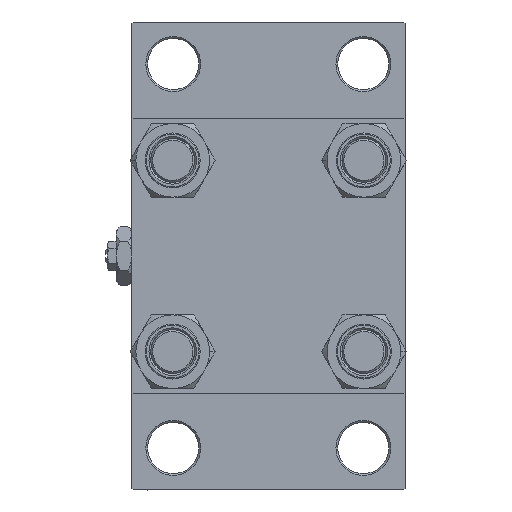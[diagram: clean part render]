
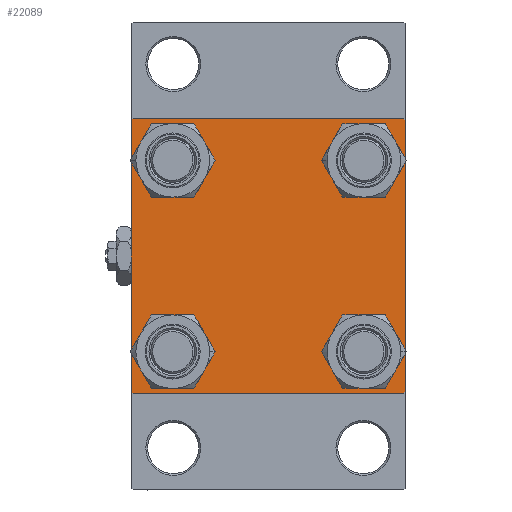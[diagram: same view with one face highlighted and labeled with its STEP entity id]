
A CAD part, left-side view. The second image highlights one B-rep face of the part: STEP entity #22089.
In plain terms, the highlighted planar face has unit normal (-1, 0, 0).
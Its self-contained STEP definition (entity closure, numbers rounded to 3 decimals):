
#135 = DIRECTION ( 'NONE',  ( 0., 0., 1. ) ) ;
#332 = DIRECTION ( 'NONE',  ( 0., -1., 0. ) ) ;
#397 = ORIENTED_EDGE ( 'NONE', *, *, #43523, .T. ) ;
#514 = EDGE_LOOP ( 'NONE', ( #25954, #26936 ) ) ;
#1743 = VERTEX_POINT ( 'NONE', #6140 ) ;
#2101 = CARTESIAN_POINT ( 'NONE',  ( 0., -26.15, 26.15 ) ) ;
#2451 = DIRECTION ( 'NONE',  ( 0., 0.707, -0.707 ) ) ;
#2475 = VECTOR ( 'NONE', #33333, 1000. ) ;
#3169 = FACE_BOUND ( 'NONE', #43272, .T. ) ;
#3781 = CARTESIAN_POINT ( 'NONE',  ( 0., 26.15, -26.15 ) ) ;
#3837 = CARTESIAN_POINT ( 'NONE',  ( 0., 37.5, 37.5 ) ) ;
#4203 = EDGE_CURVE ( 'NONE', #5745, #16970, #5439, .T. ) ;
#4464 = AXIS2_PLACEMENT_3D ( 'NONE', #6725, #44507, #21027 ) ;
#4790 = VECTOR ( 'NONE', #2451, 1000. ) ;
#5126 = EDGE_CURVE ( 'NONE', #16970, #5745, #48576, .T. ) ;
#5439 = CIRCLE ( 'NONE', #44570, 6.5 ) ;
#5485 = LINE ( 'NONE', #8752, #48521 ) ;
#5745 = VERTEX_POINT ( 'NONE', #35119 ) ;
#6140 = CARTESIAN_POINT ( 'NONE',  ( 0., 26.15, -19.65 ) ) ;
#6318 = VECTOR ( 'NONE', #17978, 1000. ) ;
#6725 = CARTESIAN_POINT ( 'NONE',  ( 0., -26.15, 26.15 ) ) ;
#6790 = LINE ( 'NONE', #10070, #22764 ) ;
#7107 = VERTEX_POINT ( 'NONE', #32321 ) ;
#7593 = VERTEX_POINT ( 'NONE', #22669 ) ;
#7665 = CIRCLE ( 'NONE', #4464, 6.5 ) ;
#7956 = EDGE_LOOP ( 'NONE', ( #8891, #41558 ) ) ;
#8204 = CARTESIAN_POINT ( 'NONE',  ( 0., 37.5, 37. ) ) ;
#8268 = CARTESIAN_POINT ( 'NONE',  ( 0., -37.5, -37. ) ) ;
#8518 = EDGE_CURVE ( 'NONE', #13438, #41510, #45233, .T. ) ;
#8752 = CARTESIAN_POINT ( 'NONE',  ( 0., 37.25, -37.25 ) ) ;
#8841 = AXIS2_PLACEMENT_3D ( 'NONE', #34410, #11646, #135 ) ;
#8891 = ORIENTED_EDGE ( 'NONE', *, *, #40047, .T. ) ;
#8967 = CARTESIAN_POINT ( 'NONE',  ( 0., 26.15, 19.65 ) ) ;
#9468 = LINE ( 'NONE', #13726, #4790 ) ;
#9709 = EDGE_LOOP ( 'NONE', ( #31506, #16411 ) ) ;
#10070 = CARTESIAN_POINT ( 'NONE',  ( 0., 37.5, 37.5 ) ) ;
#10175 = VERTEX_POINT ( 'NONE', #16522 ) ;
#10483 = VERTEX_POINT ( 'NONE', #35408 ) ;
#10556 = DIRECTION ( 'NONE',  ( 0., 0., -1. ) ) ;
#10959 = VERTEX_POINT ( 'NONE', #30331 ) ;
#11058 = DIRECTION ( 'NONE',  ( 1., 0., 0. ) ) ;
#11057 = CARTESIAN_POINT ( 'NONE',  ( 0., 26.15, -32.65 ) ) ;
#11243 = CIRCLE ( 'NONE', #8841, 6.5 ) ;
#11646 = DIRECTION ( 'NONE',  ( 1., 0., 0. ) ) ;
#11920 = EDGE_CURVE ( 'NONE', #28653, #32634, #26090, .T. ) ;
#11926 = CARTESIAN_POINT ( 'NONE',  ( 0., 0., 0. ) ) ;
#12701 = EDGE_CURVE ( 'NONE', #10483, #27418, #9468, .T. ) ;
#13438 = VERTEX_POINT ( 'NONE', #30454 ) ;
#13615 = DIRECTION ( 'NONE',  ( 1., 0., 0. ) ) ;
#13726 = CARTESIAN_POINT ( 'NONE',  ( 0., 37.25, 37.25 ) ) ;
#14600 = ORIENTED_EDGE ( 'NONE', *, *, #27085, .T. ) ;
#14781 = VERTEX_POINT ( 'NONE', #22696 ) ;
#14795 = DIRECTION ( 'NONE',  ( 0., 0., 1. ) ) ;
#14938 = DIRECTION ( 'NONE',  ( -1., 0., 0. ) ) ;
#15186 = FACE_BOUND ( 'NONE', #7956, .T. ) ;
#16411 = ORIENTED_EDGE ( 'NONE', *, *, #39269, .T. ) ;
#16419 = VERTEX_POINT ( 'NONE', #11057 ) ;
#16522 = CARTESIAN_POINT ( 'NONE',  ( 0., 26.15, 32.65 ) ) ;
#16970 = VERTEX_POINT ( 'NONE', #19522 ) ;
#17145 = ORIENTED_EDGE ( 'NONE', *, *, #12701, .T. ) ;
#17223 = AXIS2_PLACEMENT_3D ( 'NONE', #36501, #32764, #44019 ) ;
#17506 = DIRECTION ( 'NONE',  ( 0., 0.707, 0.707 ) ) ;
#17701 = VECTOR ( 'NONE', #17506, 1000. ) ;
#17978 = DIRECTION ( 'NONE',  ( 0., 0., -1. ) ) ;
#18456 = DIRECTION ( 'NONE',  ( 0., 0., 1. ) ) ;
#18834 = CARTESIAN_POINT ( 'NONE',  ( 0., -26.15, -26.15 ) ) ;
#19152 = DIRECTION ( 'NONE',  ( 1., 0., 0. ) ) ;
#19178 = ORIENTED_EDGE ( 'NONE', *, *, #44571, .T. ) ;
#19273 = CARTESIAN_POINT ( 'NONE',  ( 0., -26.15, -26.15 ) ) ;
#19522 = CARTESIAN_POINT ( 'NONE',  ( 0., -26.15, -32.65 ) ) ;
#20375 = VECTOR ( 'NONE', #332, 1000. ) ;
#21025 = LINE ( 'NONE', #44268, #17701 ) ;
#21027 = DIRECTION ( 'NONE',  ( 0., 0., 1. ) ) ;
#21525 = AXIS2_PLACEMENT_3D ( 'NONE', #2101, #13615, #28888 ) ;
#22089 = ADVANCED_FACE ( 'NONE', ( #3169, #48964, #15186, #26717, #27204 ), #34696, .T. ) ;
#22453 = VECTOR ( 'NONE', #29343, 1000. ) ;
#22669 = CARTESIAN_POINT ( 'NONE',  ( 0., 37.5, -37. ) ) ;
#22671 = ORIENTED_EDGE ( 'NONE', *, *, #36878, .T. ) ;
#22696 = CARTESIAN_POINT ( 'NONE',  ( 0., -26.15, 19.65 ) ) ;
#22764 = VECTOR ( 'NONE', #10556, 1000. ) ;
#23622 = AXIS2_PLACEMENT_3D ( 'NONE', #3781, #34306, #14795 ) ;
#24535 = CARTESIAN_POINT ( 'NONE',  ( 0., -37., -37.5 ) ) ;
#25377 = ORIENTED_EDGE ( 'NONE', *, *, #28033, .F. ) ;
#25954 = ORIENTED_EDGE ( 'NONE', *, *, #4203, .T. ) ;
#26090 = LINE ( 'NONE', #47862, #2475 ) ;
#26207 = AXIS2_PLACEMENT_3D ( 'NONE', #19273, #26273, #49025 ) ;
#26255 = CARTESIAN_POINT ( 'NONE',  ( 0., 37., -37.5 ) ) ;
#26273 = DIRECTION ( 'NONE',  ( 1., 0., 0. ) ) ;
#26717 = FACE_BOUND ( 'NONE', #9709, .T. ) ;
#26936 = ORIENTED_EDGE ( 'NONE', *, *, #5126, .T. ) ;
#27085 = EDGE_CURVE ( 'NONE', #27418, #7593, #6790, .T. ) ;
#27204 = FACE_OUTER_BOUND ( 'NONE', #44076, .T. ) ;
#27366 = LINE ( 'NONE', #3837, #20375 ) ;
#27418 = VERTEX_POINT ( 'NONE', #8204 ) ;
#27437 = ORIENTED_EDGE ( 'NONE', *, *, #29506, .T. ) ;
#28033 = EDGE_CURVE ( 'NONE', #10483, #10959, #27366, .T. ) ;
#28451 = EDGE_CURVE ( 'NONE', #16419, #1743, #34008, .T. ) ;
#28564 = EDGE_CURVE ( 'NONE', #10175, #43720, #44386, .T. ) ;
#28653 = VERTEX_POINT ( 'NONE', #26255 ) ;
#28888 = DIRECTION ( 'NONE',  ( 0., 0., 1. ) ) ;
#29343 = DIRECTION ( 'NONE',  ( 0., -0.707, 0.707 ) ) ;
#29506 = EDGE_CURVE ( 'NONE', #7107, #14781, #7665, .T. ) ;
#29601 = AXIS2_PLACEMENT_3D ( 'NONE', #33906, #19152, #42136 ) ;
#29887 = ORIENTED_EDGE ( 'NONE', *, *, #11920, .T. ) ;
#30331 = CARTESIAN_POINT ( 'NONE',  ( 0., -37., 37.5 ) ) ;
#30454 = CARTESIAN_POINT ( 'NONE',  ( 0., -37.5, 37. ) ) ;
#31506 = ORIENTED_EDGE ( 'NONE', *, *, #28564, .T. ) ;
#31810 = EDGE_CURVE ( 'NONE', #7593, #28653, #5485, .T. ) ;
#32321 = CARTESIAN_POINT ( 'NONE',  ( 0., -26.15, 32.65 ) ) ;
#32634 = VERTEX_POINT ( 'NONE', #24535 ) ;
#32764 = DIRECTION ( 'NONE',  ( 1., 0., 0. ) ) ;
#33326 = CARTESIAN_POINT ( 'NONE',  ( 0., -37.25, -37.25 ) ) ;
#33333 = DIRECTION ( 'NONE',  ( 0., -1., 0. ) ) ;
#33588 = CIRCLE ( 'NONE', #29601, 6.5 ) ;
#33906 = CARTESIAN_POINT ( 'NONE',  ( 0., 26.15, 26.15 ) ) ;
#34008 = CIRCLE ( 'NONE', #23622, 6.5 ) ;
#34306 = DIRECTION ( 'NONE',  ( 1., 0., 0. ) ) ;
#34410 = CARTESIAN_POINT ( 'NONE',  ( 0., 26.15, -26.15 ) ) ;
#34696 = PLANE ( 'NONE',  #41063 ) ;
#34819 = DIRECTION ( 'NONE',  ( 0., 0., 1. ) ) ;
#34915 = ORIENTED_EDGE ( 'NONE', *, *, #8518, .F. ) ;
#35119 = CARTESIAN_POINT ( 'NONE',  ( 0., -26.15, -19.65 ) ) ;
#35408 = CARTESIAN_POINT ( 'NONE',  ( 0., 37., 37.5 ) ) ;
#36006 = DIRECTION ( 'NONE',  ( 0., -0.707, -0.707 ) ) ;
#36501 = CARTESIAN_POINT ( 'NONE',  ( 0., 26.15, 26.15 ) ) ;
#36684 = CIRCLE ( 'NONE', #21525, 6.5 ) ;
#36720 = CARTESIAN_POINT ( 'NONE',  ( 0., -37.5, 37.5 ) ) ;
#36878 = EDGE_CURVE ( 'NONE', #14781, #7107, #36684, .T. ) ;
#39269 = EDGE_CURVE ( 'NONE', #43720, #10175, #33588, .T. ) ;
#40047 = EDGE_CURVE ( 'NONE', #1743, #16419, #11243, .T. ) ;
#41063 = AXIS2_PLACEMENT_3D ( 'NONE', #11926, #14938, #18456 ) ;
#41510 = VERTEX_POINT ( 'NONE', #8268 ) ;
#41558 = ORIENTED_EDGE ( 'NONE', *, *, #28451, .T. ) ;
#42008 = LINE ( 'NONE', #33326, #22453 ) ;
#42136 = DIRECTION ( 'NONE',  ( 0., 0., 1. ) ) ;
#43272 = EDGE_LOOP ( 'NONE', ( #27437, #22671 ) ) ;
#43523 = EDGE_CURVE ( 'NONE', #32634, #41510, #42008, .T. ) ;
#43720 = VERTEX_POINT ( 'NONE', #8967 ) ;
#44019 = DIRECTION ( 'NONE',  ( 0., 0., 1. ) ) ;
#44076 = EDGE_LOOP ( 'NONE', ( #14600, #47892, #29887, #397, #34915, #19178, #25377, #17145 ) ) ;
#44268 = CARTESIAN_POINT ( 'NONE',  ( 0., -37.25, 37.25 ) ) ;
#44386 = CIRCLE ( 'NONE', #17223, 6.5 ) ;
#44507 = DIRECTION ( 'NONE',  ( 1., 0., 0. ) ) ;
#44570 = AXIS2_PLACEMENT_3D ( 'NONE', #18834, #11058, #34819 ) ;
#44571 = EDGE_CURVE ( 'NONE', #13438, #10959, #21025, .T. ) ;
#45233 = LINE ( 'NONE', #36720, #6318 ) ;
#47862 = CARTESIAN_POINT ( 'NONE',  ( 0., 37.5, -37.5 ) ) ;
#47892 = ORIENTED_EDGE ( 'NONE', *, *, #31810, .T. ) ;
#48521 = VECTOR ( 'NONE', #36006, 1000. ) ;
#48576 = CIRCLE ( 'NONE', #26207, 6.5 ) ;
#48964 = FACE_BOUND ( 'NONE', #514, .T. ) ;
#49025 = DIRECTION ( 'NONE',  ( 0., 0., 1. ) ) ;
